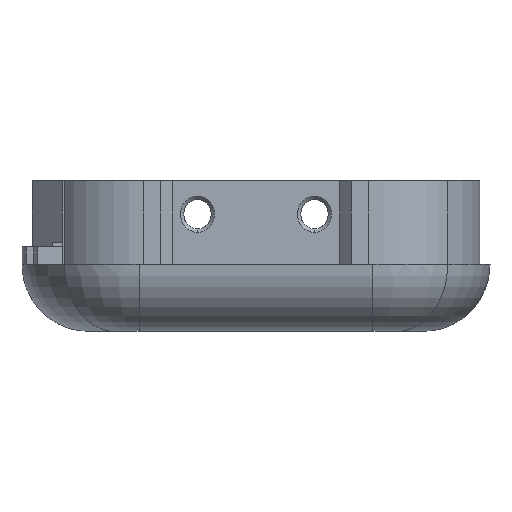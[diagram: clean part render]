
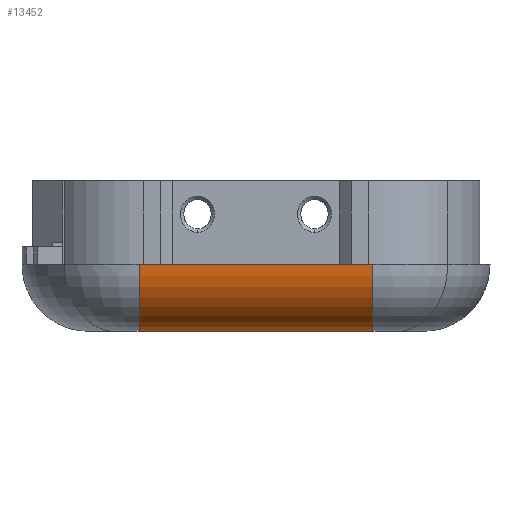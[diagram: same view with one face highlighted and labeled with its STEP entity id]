
A CAD part, front view. The second image highlights one B-rep face of the part: STEP entity #13452.
In plain terms, the highlighted cylindrical face has radius 10 mm (diameter 20 mm), a partial arc.
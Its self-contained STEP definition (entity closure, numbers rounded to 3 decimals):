
#114 = CIRCLE ( 'NONE', #19357, 10. ) ;
#1807 = EDGE_CURVE ( 'NONE', #9996, #12771, #4011, .T. ) ;
#2251 = DIRECTION ( 'NONE',  ( 0., 0., 1. ) ) ;
#2566 = DIRECTION ( 'NONE',  ( 1., 0., 0. ) ) ;
#3422 = DIRECTION ( 'NONE',  ( -1., 0., 0. ) ) ;
#3686 = DIRECTION ( 'NONE',  ( 0., 0., -1. ) ) ;
#4011 = LINE ( 'NONE', #12371, #19905 ) ;
#4081 = ORIENTED_EDGE ( 'NONE', *, *, #19020, .T. ) ;
#4457 = CYLINDRICAL_SURFACE ( 'NONE', #15490, 10. ) ;
#4845 = CARTESIAN_POINT ( 'NONE',  ( -17.468, -42.901, 10. ) ) ;
#5813 = DIRECTION ( 'NONE',  ( 1., 0., 0. ) ) ;
#6058 = FACE_OUTER_BOUND ( 'NONE', #6516, .T. ) ;
#6516 = EDGE_LOOP ( 'NONE', ( #15074, #4081, #19717, #15736 ) ) ;
#7843 = AXIS2_PLACEMENT_3D ( 'NONE', #13459, #16641, #2251 ) ;
#8240 = DIRECTION ( 'NONE',  ( 1., 0., 0. ) ) ;
#8914 = CARTESIAN_POINT ( 'NONE',  ( -17.468, -32.901, 0. ) ) ;
#9996 = VERTEX_POINT ( 'NONE', #4845 ) ;
#11725 = CARTESIAN_POINT ( 'NONE',  ( -17.468, -32.901, 10. ) ) ;
#11748 = VERTEX_POINT ( 'NONE', #8914 ) ;
#12371 = CARTESIAN_POINT ( 'NONE',  ( -22.5, -42.901, 10. ) ) ;
#12750 = CARTESIAN_POINT ( 'NONE',  ( 17.468, -42.901, 10. ) ) ;
#12771 = VERTEX_POINT ( 'NONE', #12750 ) ;
#13452 = ADVANCED_FACE ( 'NONE', ( #6058 ), #4457, .T. ) ;
#13459 = CARTESIAN_POINT ( 'NONE',  ( 17.468, -32.901, 10. ) ) ;
#15054 = LINE ( 'NONE', #16541, #18224 ) ;
#15074 = ORIENTED_EDGE ( 'NONE', *, *, #1807, .F. ) ;
#15490 = AXIS2_PLACEMENT_3D ( 'NONE', #17274, #2566, #18539 ) ;
#15736 = ORIENTED_EDGE ( 'NONE', *, *, #18466, .T. ) ;
#16518 = EDGE_CURVE ( 'NONE', #17782, #11748, #15054, .T. ) ;
#16541 = CARTESIAN_POINT ( 'NONE',  ( -10., -32.901, 0. ) ) ;
#16641 = DIRECTION ( 'NONE',  ( -1., 0., 0. ) ) ;
#17274 = CARTESIAN_POINT ( 'NONE',  ( -22.5, -32.901, 10. ) ) ;
#17313 = CARTESIAN_POINT ( 'NONE',  ( 17.468, -32.901, 0. ) ) ;
#17782 = VERTEX_POINT ( 'NONE', #17313 ) ;
#18224 = VECTOR ( 'NONE', #3422, 1000. ) ;
#18466 = EDGE_CURVE ( 'NONE', #17782, #12771, #19340, .T. ) ;
#18539 = DIRECTION ( 'NONE',  ( 0., 0., -1. ) ) ;
#19020 = EDGE_CURVE ( 'NONE', #9996, #11748, #114, .T. ) ;
#19340 = CIRCLE ( 'NONE', #7843, 10. ) ;
#19357 = AXIS2_PLACEMENT_3D ( 'NONE', #11725, #8240, #3686 ) ;
#19717 = ORIENTED_EDGE ( 'NONE', *, *, #16518, .F. ) ;
#19905 = VECTOR ( 'NONE', #5813, 1000. ) ;
